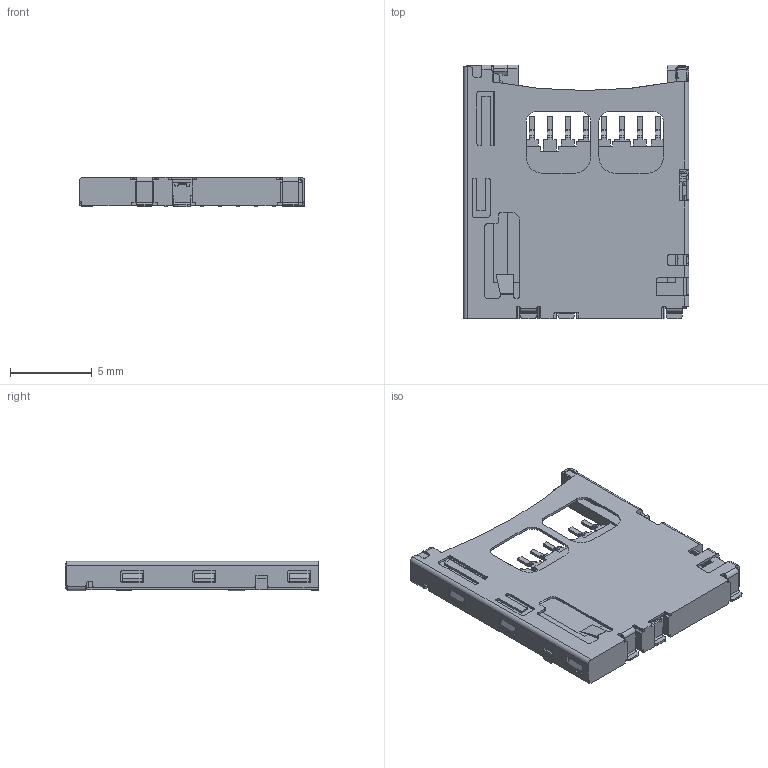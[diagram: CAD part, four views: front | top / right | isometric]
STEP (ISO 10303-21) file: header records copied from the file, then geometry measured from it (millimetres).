
FILE_DESCRIPTION(/* description */ (''),/* implementation_level */ '2;1');
FILE_NAME(/* name */ '502570-0893_MicroSD.step',/* time_stamp */ '2025-07-01T17:29:36+09:00',/* author */ (''),/* organization */ (''),/* preprocessor_version */ 'ST-DEVELOPER v20.1',/* originating_system */ 'Autodesk Translation Framework v14.10.0.0',/* authorisation */ '');
FILE_SCHEMA (('AUTOMOTIVE_DESIGN { 1 0 10303 214 3 1 1 }'));
Length unit declared in the file: millimetre
Products named in the file (1): 502570-0893
Bounding box: 13.8 x 15.5 x 1.8 mm (x, y, z)
Volume: 0.2 mm3; surface area: 736.3 mm2
Topology: 3 solids, 4 shells, 946 faces, 2669 edges, 1735 vertices
Faces by surface type: plane 670, cylinder 236, cone 40
Full cylindrical faces by diameter (mm): 0.35 x1
Entity records: 30356 total; most frequent: CARTESIAN_POINT 5363, ORIENTED_EDGE 5311, DIRECTION 5098, EDGE_CURVE 2669, LINE 2124, VECTOR 2124, VERTEX_POINT 1735, AXIS2_PLACEMENT_3D 1487
